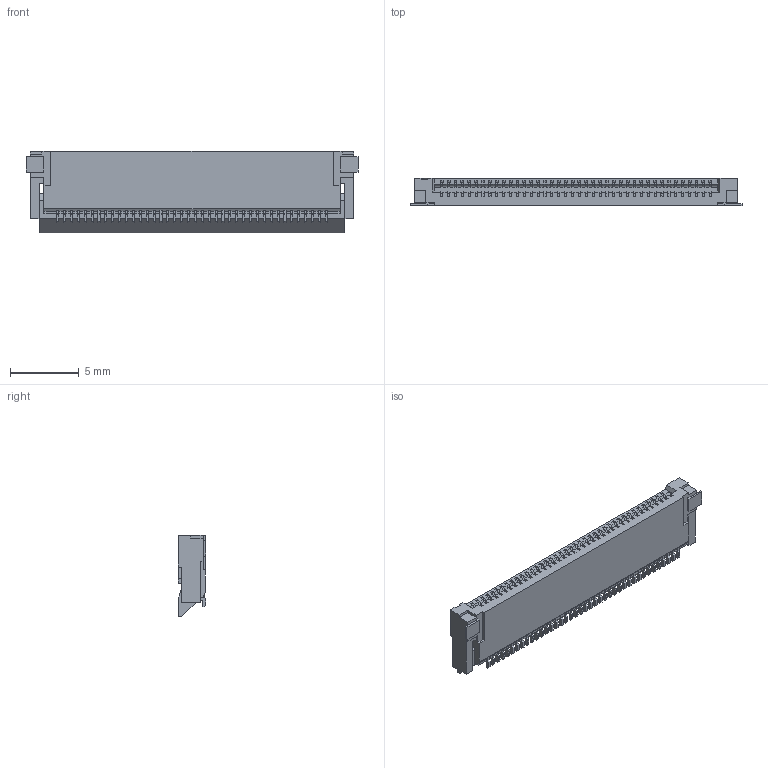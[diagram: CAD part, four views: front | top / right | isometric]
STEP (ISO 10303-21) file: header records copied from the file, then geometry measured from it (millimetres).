
FILE_DESCRIPTION(('CAx-IF Rec.Pracs.---Model Styling and Organization---1.5---2016-08-15','CAx-IF Rec.Pracs.---Geometric and Assembly Validation Properties---4.4---2016-08-17','CAx-IF Rec.Pracs.---User Defined Attributes---1.5---2016-08-15','CAx-IF Rec.Pracs.---External References---2.1---2005-01-19'),'2;1');
FILE_NAME('12844311.step','2025-10-02T19:02:02',('Unspecified'),('Unspecified'),'CAD Exchanger 3.10.2 (cadexchanger.com)','Unspecified','');
FILE_SCHEMA(('AUTOMOTIVE_DESIGN { 1 0 10303 214 1 1 1 1 }'));
Length unit declared in the file: millimetre
Products named in the file (1): XF2M-4015-1A
Bounding box: 24.1 x 2 x 5.9 mm (x, y, z)
Volume: 198.7 mm3; surface area: 750.8 mm2
Topology: 1 solids, 1 shells, 1523 faces, 4435 edges, 2956 vertices
Faces by surface type: plane 1522, cylinder 1
Entity records: 49334 total; most frequent: CARTESIAN_POINT 8915, ORIENTED_EDGE 8870, DIRECTION 7485, EDGE_CURVE 4435, LINE 4433, VECTOR 4433, VERTEX_POINT 2956, FACE_BOUND 1565
